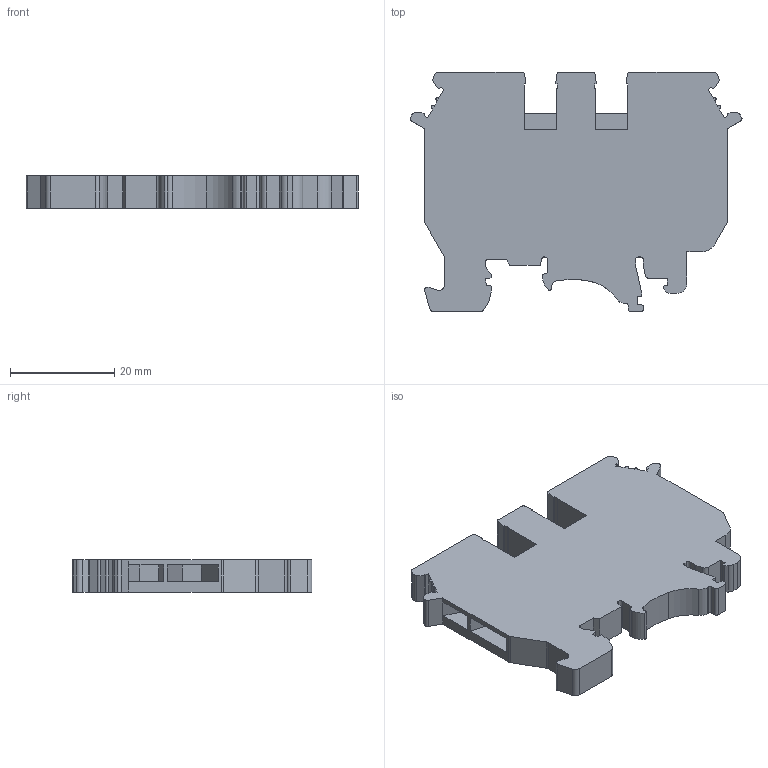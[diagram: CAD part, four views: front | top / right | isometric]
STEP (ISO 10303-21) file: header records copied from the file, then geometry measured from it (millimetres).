
FILE_DESCRIPTION(('STEP AP203'), '1');
FILE_NAME('MTU-FO4_3D', '2024-11-22T09:44:42', (' '), (' '), 'C3D Converter', 'C3D Toolkit', '');
FILE_SCHEMA(('CONFIG_CONTROL_DESIGN'));
Length unit declared in the file: millimetre
Bounding box: 63.6 x 45.9 x 6.15 mm (x, y, z)
Volume: 12399.2 mm3; surface area: 6905.8 mm2
Topology: 1 solids, 1 shells, 183 faces, 521 edges, 346 vertices
Faces by surface type: plane 129, cylinder 54
Full cylindrical faces by diameter (mm): 4 x2, 4.2 x2
Entity records: 5946 total; most frequent: CARTESIAN_POINT 1047, ORIENTED_EDGE 1034, DIRECTION 993, EDGE_CURVE 517, LINE 409, VECTOR 409, VERTEX_POINT 346, AXIS2_PLACEMENT_3D 292
